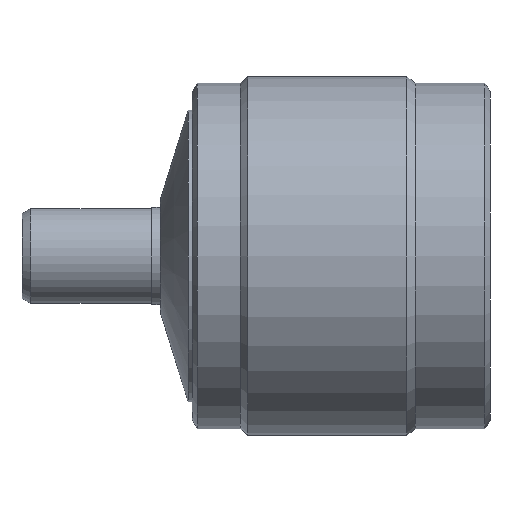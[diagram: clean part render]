
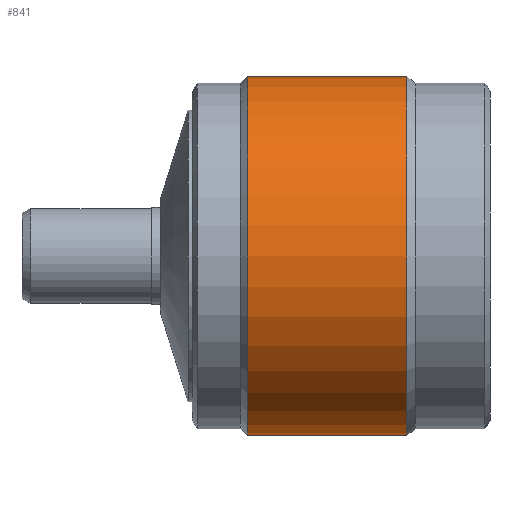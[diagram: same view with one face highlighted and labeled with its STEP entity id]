
A CAD part, front view. The second image highlights one B-rep face of the part: STEP entity #841.
In plain terms, the highlighted cylindrical face has radius 10.392 mm (diameter 20.783 mm), a partial arc.
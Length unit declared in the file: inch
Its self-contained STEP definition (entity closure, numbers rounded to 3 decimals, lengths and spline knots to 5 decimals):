
#432 = VERTEX_POINT ( 'NONE', #1220 ) ;
#436 = VERTEX_POINT ( 'NONE', #1214 ) ;
#454 = VERTEX_POINT ( 'NONE', #1241 ) ;
#462 = EDGE_CURVE ( 'NONE', #432, #454, #1286, .T. ) ;
#466 = EDGE_CURVE ( 'NONE', #436, #478, #1275, .T. ) ;
#478 = VERTEX_POINT ( 'NONE', #1323 ) ;
#841 = ADVANCED_FACE ( 'NONE', ( #2067 ), #2066, .T. ) ;
#842 = ORIENTED_EDGE ( 'NONE', *, *, #466, .F. ) ;
#843 = ORIENTED_EDGE ( 'NONE', *, *, #844, .T. ) ;
#844 = EDGE_CURVE ( 'NONE', #436, #432, #2122, .T. ) ;
#845 = ORIENTED_EDGE ( 'NONE', *, *, #462, .T. ) ;
#846 = ORIENTED_EDGE ( 'NONE', *, *, #863, .F. ) ;
#863 = EDGE_CURVE ( 'NONE', #478, #454, #2152, .T. ) ;
#864 = EDGE_LOOP ( 'NONE', ( #842, #843, #845, #846 ) ) ;
#1214 = CARTESIAN_POINT ( 'NONE',  ( 0.00909, 0., 0.40912 ) ) ;
#1220 = CARTESIAN_POINT ( 'NONE',  ( 0.00909, 0., -0.40912 ) ) ;
#1241 = CARTESIAN_POINT ( 'NONE',  ( 0.37158, 0., -0.40912 ) ) ;
#1272 = DIRECTION ( 'NONE',  ( 1., 0., 0. ) ) ;
#1273 = VECTOR ( 'NONE', #1272, 39.37008 ) ;
#1274 = CARTESIAN_POINT ( 'NONE',  ( -0.02885, 0., 0.40912 ) ) ;
#1275 = LINE ( 'NONE', #1274, #1273 ) ;
#1283 = DIRECTION ( 'NONE',  ( 1., 0., 0. ) ) ;
#1284 = VECTOR ( 'NONE', #1283, 39.37008 ) ;
#1285 = CARTESIAN_POINT ( 'NONE',  ( -0.02885, 0., -0.40912 ) ) ;
#1286 = LINE ( 'NONE', #1285, #1284 ) ;
#1323 = CARTESIAN_POINT ( 'NONE',  ( 0.37158, 0., 0.40912 ) ) ;
#2061 = CARTESIAN_POINT ( 'NONE',  ( -0.02885, 0., 0. ) ) ;
#2066 = CYLINDRICAL_SURFACE ( 'NONE', #2121, 0.40912 ) ;
#2067 = FACE_OUTER_BOUND ( 'NONE', #864, .T. ) ;
#2115 = DIRECTION ( 'NONE',  ( 0., 0., -1. ) ) ;
#2116 = DIRECTION ( 'NONE',  ( 1., 0., 0. ) ) ;
#2117 = CARTESIAN_POINT ( 'NONE',  ( 0.00909, 0., 0. ) ) ;
#2118 = AXIS2_PLACEMENT_3D ( 'NONE', #2117, #2116, #2115 ) ;
#2119 = DIRECTION ( 'NONE',  ( 0., 0., -1. ) ) ;
#2120 = DIRECTION ( 'NONE',  ( 1., 0., 0. ) ) ;
#2121 = AXIS2_PLACEMENT_3D ( 'NONE', #2061, #2120, #2119 ) ;
#2122 = CIRCLE ( 'NONE', #2118, 0.40912 ) ;
#2148 = DIRECTION ( 'NONE',  ( 0., 0., -1. ) ) ;
#2149 = DIRECTION ( 'NONE',  ( 1., 0., 0. ) ) ;
#2150 = CARTESIAN_POINT ( 'NONE',  ( 0.37158, 0., 0. ) ) ;
#2151 = AXIS2_PLACEMENT_3D ( 'NONE', #2150, #2149, #2148 ) ;
#2152 = CIRCLE ( 'NONE', #2151, 0.40912 ) ;
